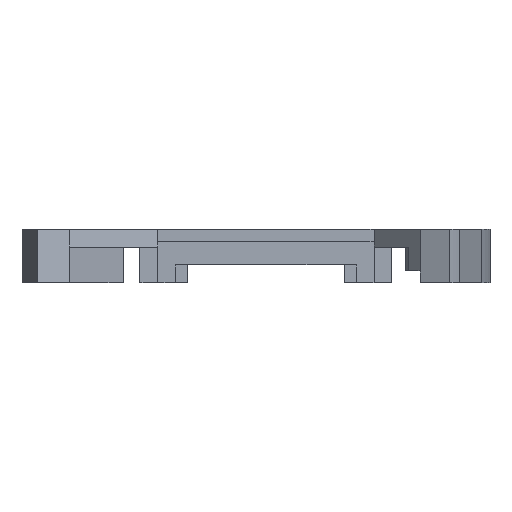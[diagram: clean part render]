
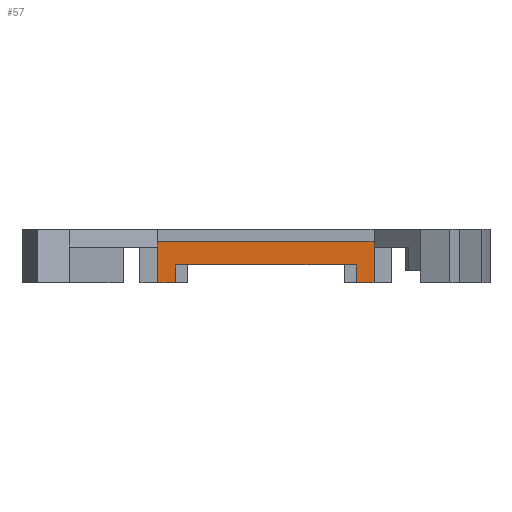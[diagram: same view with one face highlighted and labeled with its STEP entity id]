
A CAD part, front view. The second image highlights one B-rep face of the part: STEP entity #57.
In plain terms, the highlighted planar face has unit normal (0, -1, 0).
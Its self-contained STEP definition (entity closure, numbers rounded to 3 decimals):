
#57=ADVANCED_FACE('',(#159),#161,.F.);
#159=FACE_BOUND('',#160,.T.);
#160=EDGE_LOOP('',(#747,#748,#749,#750,#751,#752,#753,#754));
#161=PLANE('',#162);
#162=AXIS2_PLACEMENT_3D('',#163,#164,#165);
#163=CARTESIAN_POINT('',(-9.1,-4.,4.5));
#164=DIRECTION('',(0.,1.,0.));
#165=DIRECTION('',(1.,0.,0.));
#747=ORIENTED_EDGE('',*,*,#1179,.T.);
#748=ORIENTED_EDGE('',*,*,#1124,.T.);
#749=ORIENTED_EDGE('',*,*,#1180,.F.);
#750=ORIENTED_EDGE('',*,*,#1181,.T.);
#751=ORIENTED_EDGE('',*,*,#1182,.T.);
#752=ORIENTED_EDGE('',*,*,#1183,.T.);
#753=ORIENTED_EDGE('',*,*,#1184,.F.);
#754=ORIENTED_EDGE('',*,*,#1120,.F.);
#1120=EDGE_CURVE('',#1344,#1346,#1347,.T.);
#1124=EDGE_CURVE('',#1354,#1352,#1355,.T.);
#1179=EDGE_CURVE('',#1344,#1354,#1459,.F.);
#1180=EDGE_CURVE('',#1460,#1352,#1461,.T.);
#1181=EDGE_CURVE('',#1460,#1462,#1463,.T.);
#1182=EDGE_CURVE('',#1462,#1464,#1465,.F.);
#1183=EDGE_CURVE('',#1464,#1466,#1467,.T.);
#1184=EDGE_CURVE('',#1346,#1466,#1468,.T.);
#1344=VERTEX_POINT('',#1714);
#1346=VERTEX_POINT('',#1718);
#1347=LINE('',#1719,#1720);
#1352=VERTEX_POINT('',#1730);
#1354=VERTEX_POINT('',#1734);
#1355=LINE('',#1735,#1736);
#1459=LINE('',#1955,#1956);
#1460=VERTEX_POINT('',#1958);
#1461=LINE('',#1959,#1960);
#1462=VERTEX_POINT('',#1962);
#1463=LINE('',#1963,#1964);
#1464=VERTEX_POINT('',#1966);
#1465=LINE('',#1967,#1968);
#1466=VERTEX_POINT('',#1970);
#1467=LINE('',#1971,#1972);
#1468=LINE('',#1974,#1975);
#1714=CARTESIAN_POINT('',(9.1,-4.,3.5));
#1718=CARTESIAN_POINT('',(9.1,-4.,0.));
#1719=CARTESIAN_POINT('',(9.1,-4.,3.5));
#1720=VECTOR('',#1721,1.);
#1721=DIRECTION('',(0.,0.,-1.));
#1730=CARTESIAN_POINT('',(-9.1,-4.,0.));
#1734=CARTESIAN_POINT('',(-9.1,-4.,3.5));
#1735=CARTESIAN_POINT('',(-9.1,-4.,3.5));
#1736=VECTOR('',#1737,1.);
#1737=DIRECTION('',(0.,0.,-1.));
#1955=CARTESIAN_POINT('',(-9.1,-4.,3.5));
#1956=VECTOR('',#1957,1.);
#1957=DIRECTION('',(1.,0.,0.));
#1958=CARTESIAN_POINT('',(-7.6,-4.,0.));
#1959=CARTESIAN_POINT('',(-7.6,-4.,0.));
#1960=VECTOR('',#1961,1.);
#1961=DIRECTION('',(-1.,0.,0.));
#1962=CARTESIAN_POINT('',(-7.6,-4.,1.5));
#1963=CARTESIAN_POINT('',(-7.6,-4.,0.));
#1964=VECTOR('',#1965,1.);
#1965=DIRECTION('',(0.,0.,1.));
#1966=CARTESIAN_POINT('',(7.6,-4.,1.5));
#1967=CARTESIAN_POINT('',(7.6,-4.,1.5));
#1968=VECTOR('',#1969,1.);
#1969=DIRECTION('',(-1.,0.,0.));
#1970=CARTESIAN_POINT('',(7.6,-4.,0.));
#1971=CARTESIAN_POINT('',(7.6,-4.,1.5));
#1972=VECTOR('',#1973,1.);
#1973=DIRECTION('',(0.,0.,-1.));
#1974=CARTESIAN_POINT('',(9.1,-4.,0.));
#1975=VECTOR('',#1976,1.);
#1976=DIRECTION('',(-1.,0.,0.));
